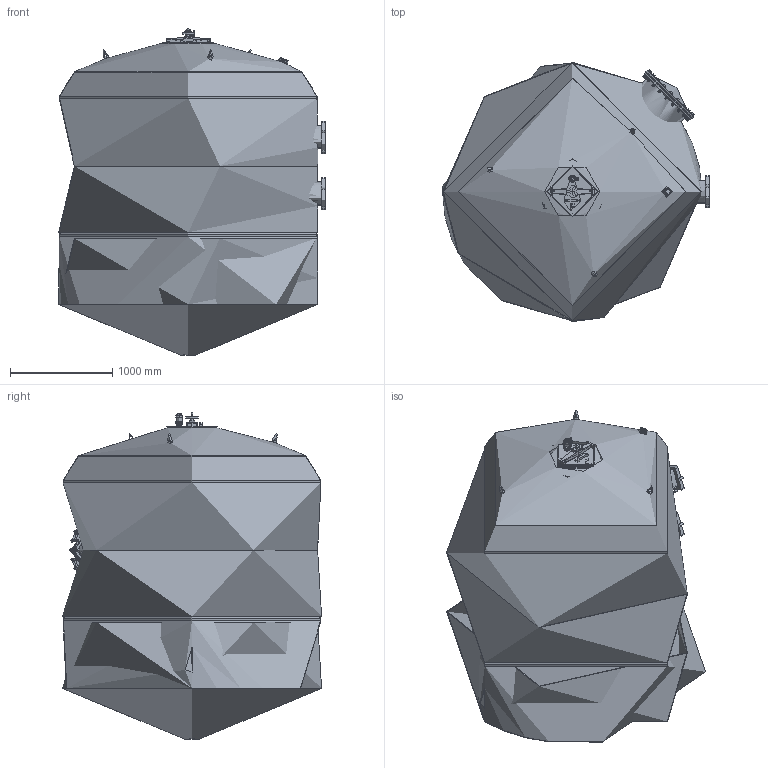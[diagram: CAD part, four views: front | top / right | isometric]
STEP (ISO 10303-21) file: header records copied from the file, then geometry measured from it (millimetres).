
FILE_DESCRIPTION( ( '' ), '1' );
FILE_NAME( '170705 HCFF982252WVA (VFSCN225022H).stp', '2017-08-04T08:19:41', ( 'Fiberpool Internacional' ), ( 'Fiberpool Internacional' ), 'PSStep 14.0', 'SolidEdgeST3', ' ' );
FILE_SCHEMA( ( 'AUTOMOTIVE_DESIGN { 1 0 10303 214 1 1 1 1 }' ) );
Length unit declared in the file: millimetre
Products named in the file (52): Boca Lateral Ø500; Sortida Descarga arena Ø90 2010 2350-3000-oa2; Assem1; Junta Netvitc System Ø90 EPDM con anillo acero A-4; Desaigua filtre industrial 1pols-oa3; Válvula de bola 32-1pols; Tapa oval filtro industrial completa 2,5 BARS-oa8; filtre 2500 FB BOCA HAYW 170705-oa14; TAPON NETVITC Ø 90 C-B (CON TORNILLERIA INOX 316); Base tapa ovalada filtro 2,5 BARS; Brida Netvitc System Ø90; Manòmetre filtro industrial 2011 -oa13; Junta Netvitc System Ø90 EPDM; Anillo Acero A-4 Netvitc System Ø90; ½ Brida Netvitc System Ø90; Screw_DIN_912_M8x40_v8.00; Nut_DIN_934_M8_v8.00; Tapon Netvitc System Ø90; Portabrida Netvitc System Ø90 PVC; cos válvula 32-1pols; manguito valvula bola 32-1pols; femella valvula 32-1pols; maneta válvula 32-1pols; CUERPO BRIDA DE TORNILLOS D-90 Rev140124; Volante filtro-oa6; cos manòmetre filtre industrial; Varilla Roscada M-14x165mm Inox 304; TUERCA INFERIOR SUJ_JUNTA TAP_OV; JUNTA TOR.22,00x4,00 NBR-70; TUERCA SUPERIOR SUJ_JUNTA TAP_OV; Base tapa ovalada filtro 2,5 BAR Act-oa5; Bolt_DIN_580_M24_v8.00; ; Tubo Ø90 L= 100mm; Embellecedor d-90; Maneta tapa filtro; Puente; Machon doble rosca 1pols; Embellidor manòmetre PVC; Screw_DIN_933_M16x80_v8.00 ...
Bounding box: 2604.01 x 2530 x 3183.09 mm (x, y, z)
Volume: 651684012.1 mm3; surface area: 171477377.9 mm2
Topology: 369 solids, 369 shells, 8235 faces, 19971 edges, 12983 vertices
Faces by surface type: plane 4567, cylinder 2068, cone 1041, bspline 268, torus 249, sphere 20, offset 13, extrusion 6, revolution 3
Full cylindrical faces by diameter (mm): 4 x48, 6 x45, 6.466 x11, 6.647 x11, 8 x30, 10.106 x10, 11.835 x5, 12 x4, 13 x19, 13.546 x41, 14 x68, 14.5 x5, 15.5 x4, 16 x167, 19.6 x7, 20 x9, 21 x4, 22 x152, 22.49 x41, 23 x4, 23.5 x8, 24 x12, 25 x15, 26 x16, 29 x5, 29.5 x5, 29.605 x8, 30 x81, 32 x23, 35.5 x7
Entity records: 75147 total; most frequent: CARTESIAN_POINT 41803, DIRECTION 5174, ORIENTED_EDGE 4486, EDGE_CURVE 2243, AXIS2_PLACEMENT_3D 2047, EDGE_LOOP 1591, VERTEX_POINT 1582, FACE_OUTER_BOUND 1285
